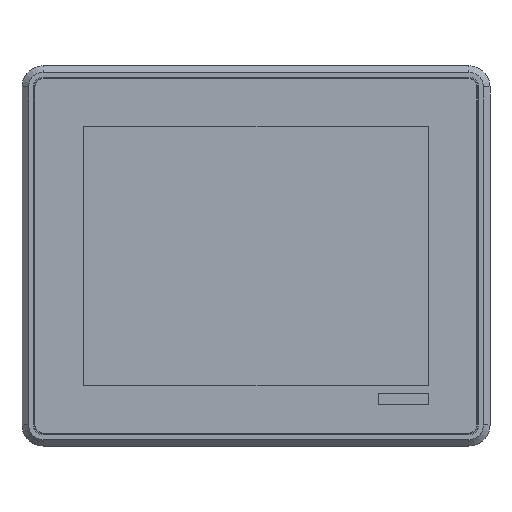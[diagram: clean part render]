
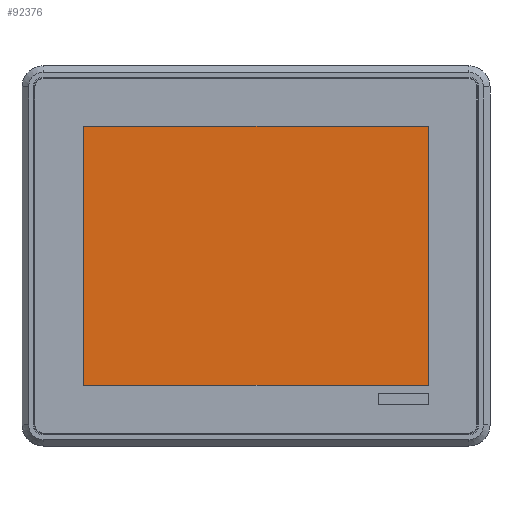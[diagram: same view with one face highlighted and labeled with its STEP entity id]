
A CAD part, top view. The second image highlights one B-rep face of the part: STEP entity #92376.
In plain terms, the highlighted planar face has unit normal (0, 0, 1).
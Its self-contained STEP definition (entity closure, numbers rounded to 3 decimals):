
#92337=CARTESIAN_POINT('',(0.,0.,2.991));
#92338=DIRECTION('',(0.0,0.0,1.0));
#92339=DIRECTION('',(-1.0,0.0,0.0));
#92340=AXIS2_PLACEMENT_3D('',#92337,#92338,#92339);
#92341=PLANE('',#92340);
#92342=CARTESIAN_POINT('',(106.1,79.7,2.991));
#92343=VERTEX_POINT('',#92342);
#92344=CARTESIAN_POINT('',(106.1,-79.7,2.991));
#92345=VERTEX_POINT('',#92344);
#92346=CARTESIAN_POINT('',(106.1,79.7,2.991));
#92347=DIRECTION('',(0.0,-1.0,0.0));
#92348=VECTOR('',#92347,159.4);
#92349=LINE('',#92346,#92348);
#92350=EDGE_CURVE('',#92343,#92345,#92349,.T.);
#92351=ORIENTED_EDGE('',*,*,#92350,.F.);
#92352=CARTESIAN_POINT('',(-106.1,79.7,2.991));
#92353=VERTEX_POINT('',#92352);
#92354=CARTESIAN_POINT('',(-106.1,79.7,2.991));
#92355=DIRECTION('',(1.0,0.0,0.0));
#92356=VECTOR('',#92355,212.2);
#92357=LINE('',#92354,#92356);
#92358=EDGE_CURVE('',#92353,#92343,#92357,.T.);
#92359=ORIENTED_EDGE('',*,*,#92358,.F.);
#92360=CARTESIAN_POINT('',(-106.1,-79.7,2.991));
#92361=VERTEX_POINT('',#92360);
#92362=CARTESIAN_POINT('',(-106.1,-79.7,2.991));
#92363=DIRECTION('',(0.0,1.0,0.0));
#92364=VECTOR('',#92363,159.4);
#92365=LINE('',#92362,#92364);
#92366=EDGE_CURVE('',#92361,#92353,#92365,.T.);
#92367=ORIENTED_EDGE('',*,*,#92366,.F.);
#92368=CARTESIAN_POINT('',(106.1,-79.7,2.991));
#92369=DIRECTION('',(-1.0,0.0,0.0));
#92370=VECTOR('',#92369,212.2);
#92371=LINE('',#92368,#92370);
#92372=EDGE_CURVE('',#92345,#92361,#92371,.T.);
#92373=ORIENTED_EDGE('',*,*,#92372,.F.);
#92374=EDGE_LOOP('',(#92351,#92359,#92367,#92373));
#92375=FACE_OUTER_BOUND('',#92374,.T.);
#92376=ADVANCED_FACE('',(#92375),#92341,.T.);
